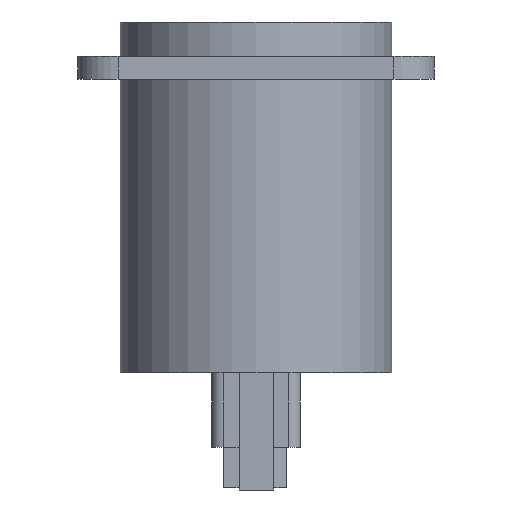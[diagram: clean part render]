
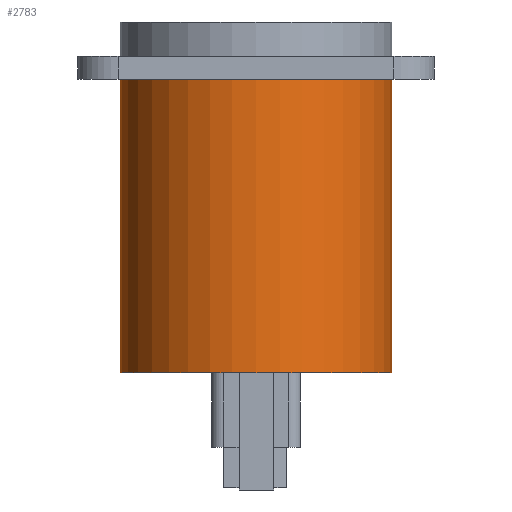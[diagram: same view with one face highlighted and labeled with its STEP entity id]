
A CAD part, left-side view. The second image highlights one B-rep face of the part: STEP entity #2783.
In plain terms, the highlighted cylindrical face has radius 11.8 mm (diameter 23.6 mm), a partial arc.
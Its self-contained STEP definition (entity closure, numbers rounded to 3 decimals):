
#245=CARTESIAN_POINT('',(0.,0.,0.));
#246=DIRECTION('',(0.,0.,-1.));
#247=DIRECTION('',(0.,-1.,0.));
#248=AXIS2_PLACEMENT_3D('',#245,#246,#247);
#883=DIRECTION('',(0.,0.,-1.));
#884=VECTOR('',#883,25.5);
#885=CARTESIAN_POINT('',(0.,11.8,0.));
#886=LINE('',#885,#884);
#887=DIRECTION('',(0.,0.,-1.));
#888=VECTOR('',#887,25.5);
#889=CARTESIAN_POINT('',(0.,-11.8,0.));
#890=LINE('',#889,#888);
#891=CARTESIAN_POINT('',(0.,0.,-25.5));
#892=DIRECTION('',(0.,0.,1.));
#893=DIRECTION('',(0.,1.,0.));
#894=AXIS2_PLACEMENT_3D('',#891,#892,#893);
#1445=CARTESIAN_POINT('',(0.,11.8,0.));
#1446=CARTESIAN_POINT('',(0.,-11.8,0.));
#1447=VERTEX_POINT('',#1445);
#1448=VERTEX_POINT('',#1446);
#1509=CARTESIAN_POINT('',(0.,11.8,-25.5));
#1510=VERTEX_POINT('',#1509);
#1511=CARTESIAN_POINT('',(0.,-11.8,-25.5));
#1512=VERTEX_POINT('',#1511);
#2771=CARTESIAN_POINT('',(0.,0.,6.525));
#2772=DIRECTION('',(0.,0.,-1.));
#2773=DIRECTION('',(0.,-1.,0.));
#2774=AXIS2_PLACEMENT_3D('',#2771,#2772,#2773);
#2775=CYLINDRICAL_SURFACE('',#2774,11.8);
#2776=ORIENTED_EDGE('',*,*,#1828,.F.);
#2777=ORIENTED_EDGE('',*,*,#2766,.T.);
#2779=ORIENTED_EDGE('',*,*,#2778,.F.);
#2780=ORIENTED_EDGE('',*,*,#2762,.F.);
#2781=EDGE_LOOP('',(#2776,#2777,#2779,#2780));
#2782=FACE_OUTER_BOUND('',#2781,.F.);
#249=CIRCLE('',#248,11.8);
#895=CIRCLE('',#894,11.8);
#1828=EDGE_CURVE('',#1448,#1447,#249,.T.);
#2762=EDGE_CURVE('',#1447,#1510,#886,.T.);
#2766=EDGE_CURVE('',#1448,#1512,#890,.T.);
#2778=EDGE_CURVE('',#1510,#1512,#895,.T.);
#2783=ADVANCED_FACE('',(#2782),#2775,.T.);
